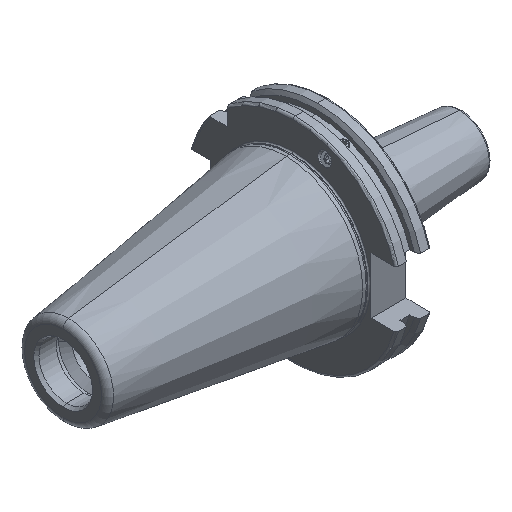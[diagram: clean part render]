
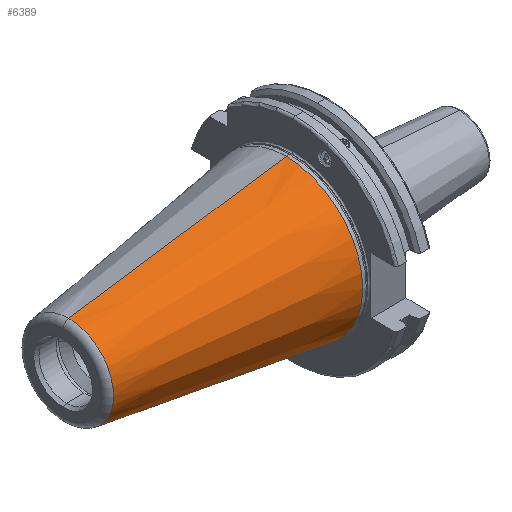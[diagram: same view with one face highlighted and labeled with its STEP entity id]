
A CAD part, isometric view. The second image highlights one B-rep face of the part: STEP entity #6389.
In plain terms, the highlighted conical face has half-angle 8.297 degrees and reference radius 34.925 mm.
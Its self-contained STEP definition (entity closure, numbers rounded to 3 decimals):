
#52 = DIRECTION ( 'NONE',  ( 0., 0., 1. ) ) ;
#145 = CARTESIAN_POINT ( 'NONE',  ( 0., 0., 34.925 ) ) ;
#161 = DIRECTION ( 'NONE',  ( 0., 0., -1. ) ) ;
#249 = VECTOR ( 'NONE', #6030, 1000. ) ;
#518 = FACE_OUTER_BOUND ( 'NONE', #1682, .T. ) ;
#652 = CARTESIAN_POINT ( 'NONE',  ( -99.183, 0., -20.461 ) ) ;
#760 = CARTESIAN_POINT ( 'NONE',  ( 0., 0., 0. ) ) ;
#761 = ORIENTED_EDGE ( 'NONE', *, *, #6980, .T. ) ;
#800 = AXIS2_PLACEMENT_3D ( 'NONE', #7453, #1292, #2583 ) ;
#1134 = AXIS2_PLACEMENT_3D ( 'NONE', #6070, #1321, #52 ) ;
#1199 = CARTESIAN_POINT ( 'NONE',  ( 0., 0., 34.925 ) ) ;
#1292 = DIRECTION ( 'NONE',  ( -1., 0., 0. ) ) ;
#1318 = EDGE_CURVE ( 'NONE', #3663, #7471, #4222, .T. ) ;
#1321 = DIRECTION ( 'NONE',  ( -1., 0., 0. ) ) ;
#1475 = VERTEX_POINT ( 'NONE', #6838 ) ;
#1482 = EDGE_CURVE ( 'NONE', #3897, #3663, #3554, .T. ) ;
#1682 = EDGE_LOOP ( 'NONE', ( #2239, #4052, #761, #3619 ) ) ;
#2081 = AXIS2_PLACEMENT_3D ( 'NONE', #760, #5579, #161 ) ;
#2211 = CONICAL_SURFACE ( 'NONE', #2081, 34.925, 0.145 ) ;
#2239 = ORIENTED_EDGE ( 'NONE', *, *, #1318, .F. ) ;
#2305 = VECTOR ( 'NONE', #2319, 1000. ) ;
#2319 = DIRECTION ( 'NONE',  ( 0.99, 0., -0.144 ) ) ;
#2583 = DIRECTION ( 'NONE',  ( 0., 0., 1. ) ) ;
#2986 = CIRCLE ( 'NONE', #800, 34.925 ) ;
#3554 = CIRCLE ( 'NONE', #1134, 20.461 ) ;
#3619 = ORIENTED_EDGE ( 'NONE', *, *, #6528, .T. ) ;
#3663 = VERTEX_POINT ( 'NONE', #5067 ) ;
#3897 = VERTEX_POINT ( 'NONE', #652 ) ;
#4052 = ORIENTED_EDGE ( 'NONE', *, *, #1482, .F. ) ;
#4222 = LINE ( 'NONE', #1199, #249 ) ;
#5067 = CARTESIAN_POINT ( 'NONE',  ( -99.183, 0., 20.461 ) ) ;
#5579 = DIRECTION ( 'NONE',  ( 1., 0., 0. ) ) ;
#6030 = DIRECTION ( 'NONE',  ( 0.99, 0., 0.144 ) ) ;
#6070 = CARTESIAN_POINT ( 'NONE',  ( -99.183, 0., 0. ) ) ;
#6389 = ADVANCED_FACE ( 'NONE', ( #518 ), #2211, .T. ) ;
#6466 = LINE ( 'NONE', #7710, #2305 ) ;
#6528 = EDGE_CURVE ( 'NONE', #1475, #7471, #2986, .T. ) ;
#6838 = CARTESIAN_POINT ( 'NONE',  ( 0., 0., -34.925 ) ) ;
#6980 = EDGE_CURVE ( 'NONE', #3897, #1475, #6466, .T. ) ;
#7453 = CARTESIAN_POINT ( 'NONE',  ( 0., 0., 0. ) ) ;
#7471 = VERTEX_POINT ( 'NONE', #145 ) ;
#7710 = CARTESIAN_POINT ( 'NONE',  ( 0., 0., -34.925 ) ) ;
